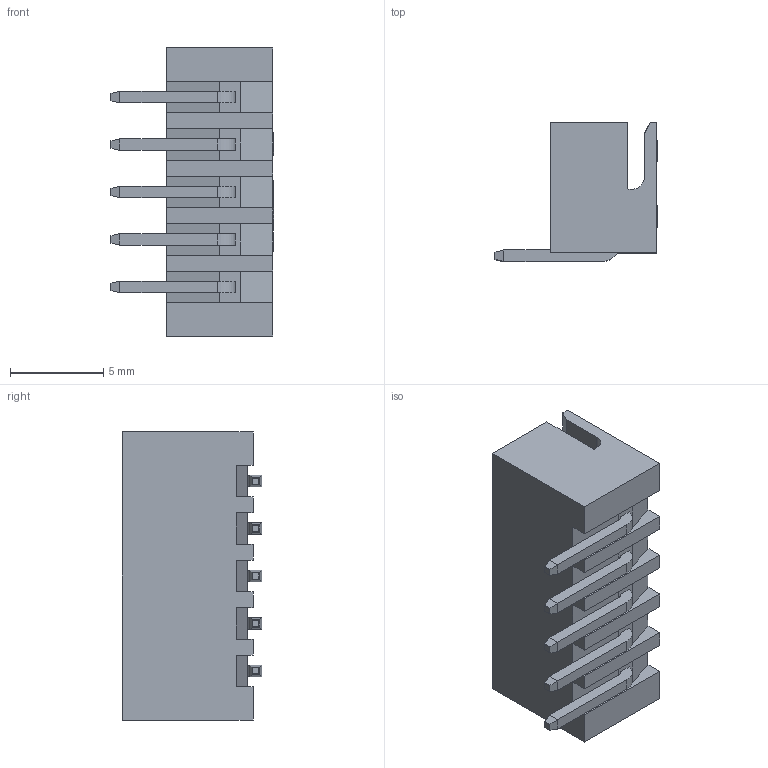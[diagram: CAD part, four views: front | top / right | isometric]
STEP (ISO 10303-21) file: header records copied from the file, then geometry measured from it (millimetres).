
FILE_DESCRIPTION(/* description */ (''),/* implementation_level */ '2;1');
FILE_NAME(/* name */ 'YELLOW JST XH 5 PIN CONNECTOR - P 2.54mm - ANGLED.stp',/* time_stamp */ '2023-07-12T16:48:45+02:00',/* author */ ('JOSE LUIS'),/* organization */ (''),/* preprocessor_version */ 'ST-DEVELOPER v18',/* originating_system */ 'Autodesk Inventor 2020',/* authorisation */ '');
FILE_SCHEMA (('AUTOMOTIVE_DESIGN { 1 0 10303 214 3 1 1 }'));
Length unit declared in the file: millimetre
Products named in the file (1): YELLOW JST XH 5 PIN CONNECTOR - P 2.54mm - ANGLED
Bounding box: 8.73 x 7.46 x 15.42 mm (x, y, z)
Volume: 257.3 mm3; surface area: 807.3 mm2
Topology: 1 solids, 1 shells, 355 faces, 871 edges, 533 vertices
Faces by surface type: plane 198, cylinder 97, bspline 60
Entity records: 12647 total; most frequent: CARTESIAN_POINT 4222, ORIENTED_EDGE 1742, DIRECTION 1486, EDGE_CURVE 871, LINE 622, VECTOR 622, VERTEX_POINT 533, AXIS2_PLACEMENT_3D 432
